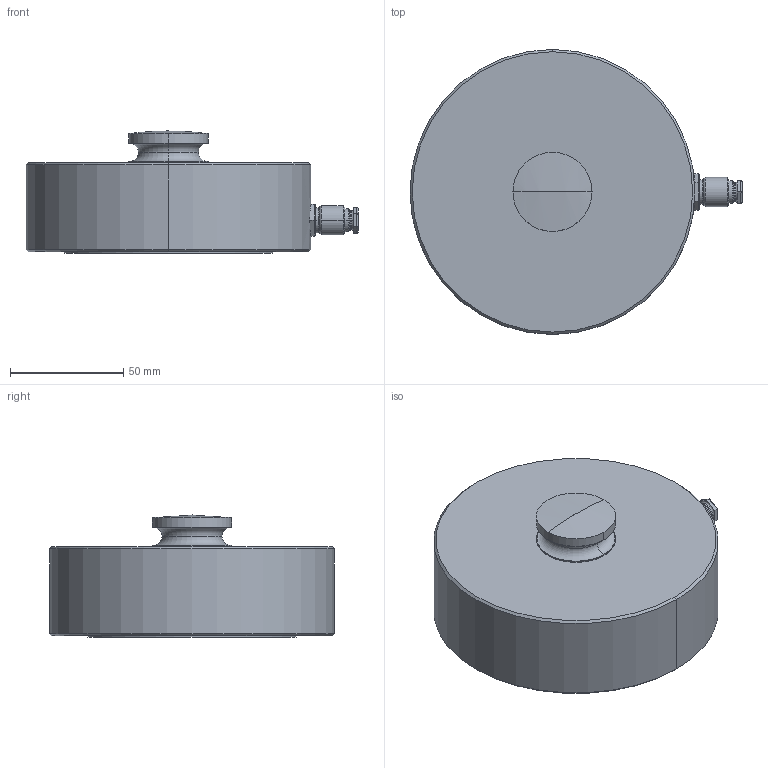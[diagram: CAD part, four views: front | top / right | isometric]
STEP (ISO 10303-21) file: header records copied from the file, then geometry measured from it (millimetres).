
FILE_DESCRIPTION(('STEP AP214'),'1');
FILE_NAME('CBL 30000 kg.stp','2018-01-10T16:29:56',(' '),(' '),'Spatial InterOp 3D',' ',' ');
FILE_SCHEMA(('AUTOMOTIVE_DESIGN { 1 0 10303 214 1 1 1 1 }'));
Length unit declared in the file: metre
Products named in the file (3): CBL 30000 kg; corpo; pressacavo ¼ GAS
Assembly tree (2 placements, depth 2):
  CBL 30000 kg
    corpo
    pressacavo ¼ GAS
Bounding box: 146.8 x 126 x 54 mm (x, y, z)
Volume: 501815.1 mm3; surface area: 43633 mm2
Topology: 2 solids, 2 shells, 89 faces, 186 edges, 109 vertices
Faces by surface type: cylinder 36, plane 31, torus 10, cone 10, sphere 2
Entity records: 3191 total; most frequent: DIRECTION 460, CARTESIAN_POINT 442, ORIENTED_EDGE 368, AXIS2_PLACEMENT_3D 186, EDGE_CURVE 184, VERTEX_POINT 109, EDGE_LOOP 99, STYLED_ITEM 91
